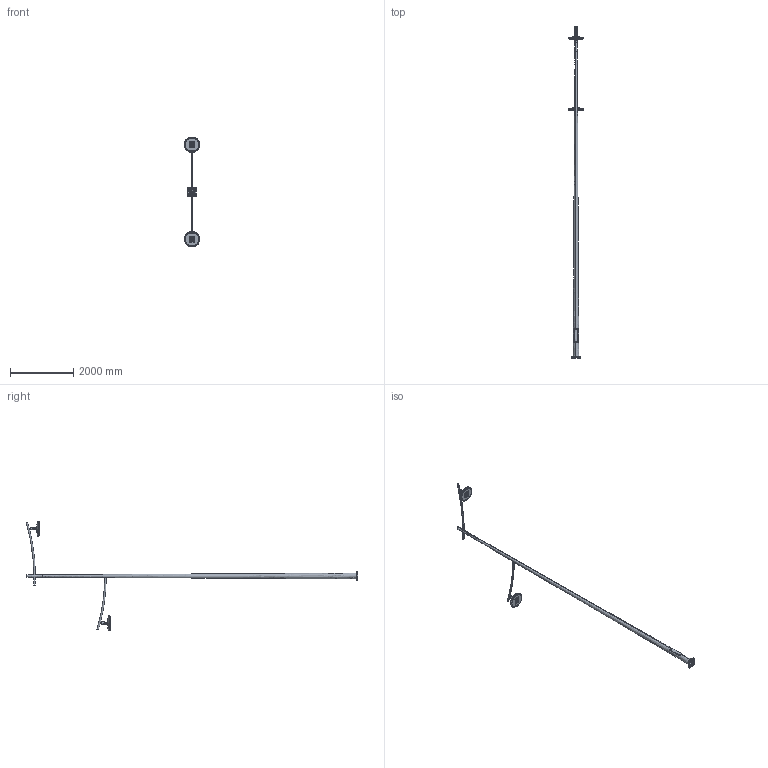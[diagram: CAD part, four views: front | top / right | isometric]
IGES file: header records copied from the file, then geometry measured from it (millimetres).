
Start section: SolidWorks IGES file using analytic representation for surfaces
Global section: file name: arca-2-10(100)-8(60)-(Ê240-180-4õ25)-ö+ïî.IGS; native system: SolidWorks 2020; preprocessor: SolidWorks 2020; author: Åêàòåðèíà; date: 210707.154751; units: millimetre
Bounding box: 489.69 x 10531.55 x 3490 mm (x, y, z)
Surface area: 11111722 mm2 (no closed solid volume)
Topology: 0 solids, 0 shells, 1950 faces, 36368 edges, 36340 vertices
Faces by surface type: revolution 1112, bspline 838
